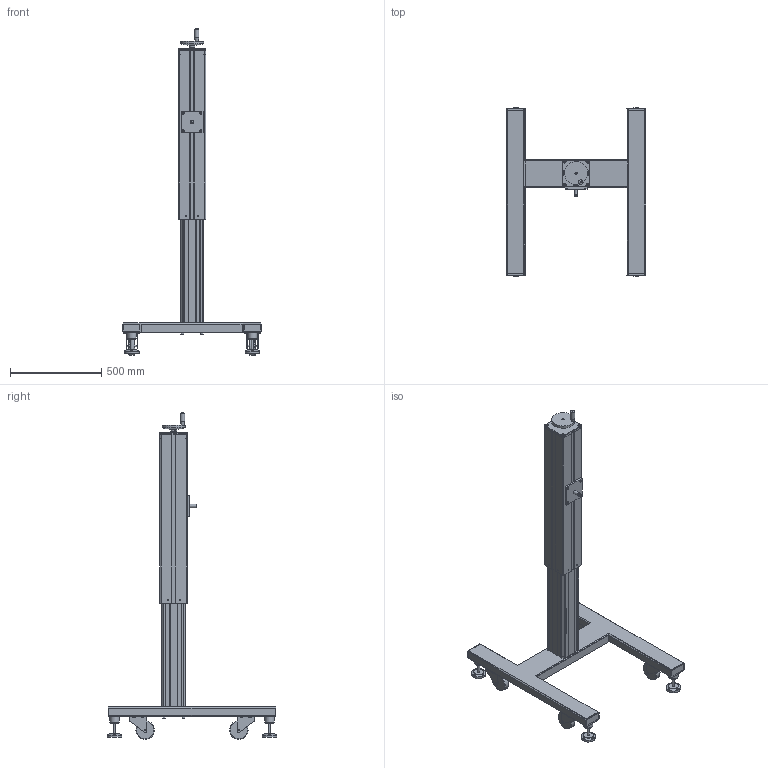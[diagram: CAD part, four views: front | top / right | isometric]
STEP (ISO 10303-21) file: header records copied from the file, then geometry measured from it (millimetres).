
FILE_DESCRIPTION(/* description */ (''),/* implementation_level */ '2;1');
FILE_NAME(/* name */ 'STAND STYLE H.stp',/* time_stamp */ '2018-01-18T15:21:46-05:00',/* author */ ('ppanana'),/* organization */ (''),/* preprocessor_version */ 'ST-DEVELOPER v16.1',/* originating_system */ 'Autodesk Inventor 2016',/* authorisation */ '');
FILE_SCHEMA (('CONFIG_CONTROL_DESIGN'));
Length unit declared in the file: inch
Products named in the file (1): STAND STYLE H
Bounding box: 762.8 x 929 x 1791.75 mm (x, y, z)
Surface area: 4142673.9 mm2 (no closed solid volume)
Topology: 0 solids, 91 shells, 1365 faces, 3129 edges, 2060 vertices
Faces by surface type: plane 848, cylinder 372, cone 68, torus 60, bspline 17
Full cylindrical faces by diameter (mm): 4 x3, 4.134 x6, 4.917 x4, 5 x6, 6 x36, 6.6 x4, 6.647 x16, 7.938 x4, 8 x32, 8.5 x16, 9.5 x4, 9.525 x16, 10 x18, 11 x14, 11.1 x4, 12 x14, 14 x16, 16 x14, 16.307 x2, 19 x16, 19.05 x2, 20 x2, 23.89 x4, 24 x1, 25 x1, 32 x1, 50.8 x4, 54 x4, 79 x4, 101.6 x4
Entity records: 39469 total; most frequent: CARTESIAN_POINT 8425, DIRECTION 6090, ORIENTED_EDGE 5242, EDGE_CURVE 2621, AXIS2_PLACEMENT_3D 2183, EDGE_LOOP 2109, VERTEX_POINT 1938, LINE 1724
